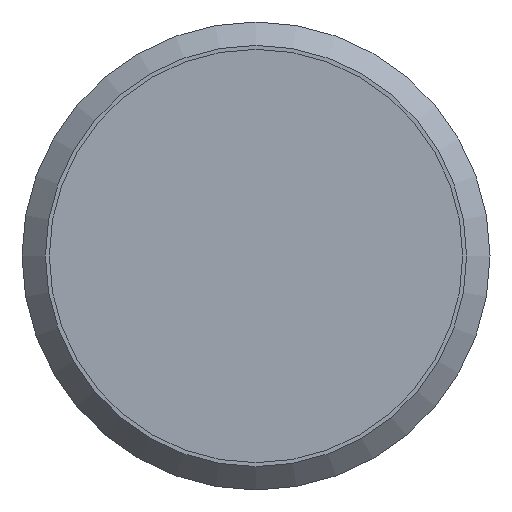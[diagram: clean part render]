
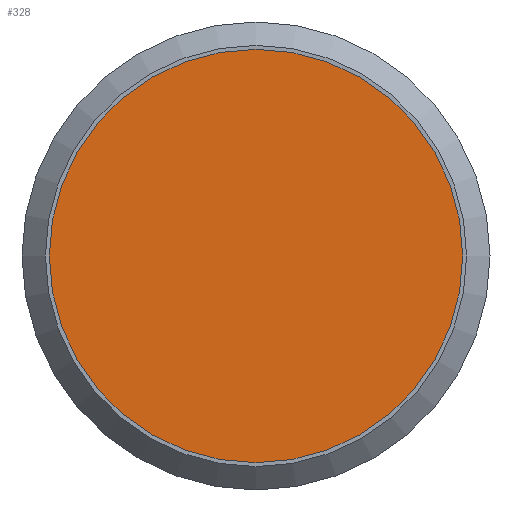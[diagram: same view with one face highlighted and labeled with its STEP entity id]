
A CAD part, front view. The second image highlights one B-rep face of the part: STEP entity #328.
In plain terms, the highlighted planar face has unit normal (0, -1, 0).
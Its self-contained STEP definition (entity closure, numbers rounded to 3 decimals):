
#86=FACE_OUTER_BOUND('',#111,.T.);
#111=EDGE_LOOP('',(#277));
#130=CIRCLE('',#386,5.3);
#157=VERTEX_POINT('',#629);
#196=EDGE_CURVE('',#157,#157,#130,.T.);
#277=ORIENTED_EDGE('',*,*,#196,.T.);
#287=PLANE('',#387);
#328=ADVANCED_FACE('',(#86),#287,.T.);
#386=AXIS2_PLACEMENT_3D('',#630,#480,#481);
#387=AXIS2_PLACEMENT_3D('',#632,#483,#484);
#480=DIRECTION('center_axis',(0.,-1.,0.));
#481=DIRECTION('ref_axis',(1.,0.,0.));
#483=DIRECTION('center_axis',(0.,-1.,0.));
#484=DIRECTION('ref_axis',(0.,0.,-1.));
#629=CARTESIAN_POINT('',(-5.3,-1.,0.));
#630=CARTESIAN_POINT('Origin',(0.,-1.,
0.));
#632=CARTESIAN_POINT('Origin',(2.55,-1.,0.));
